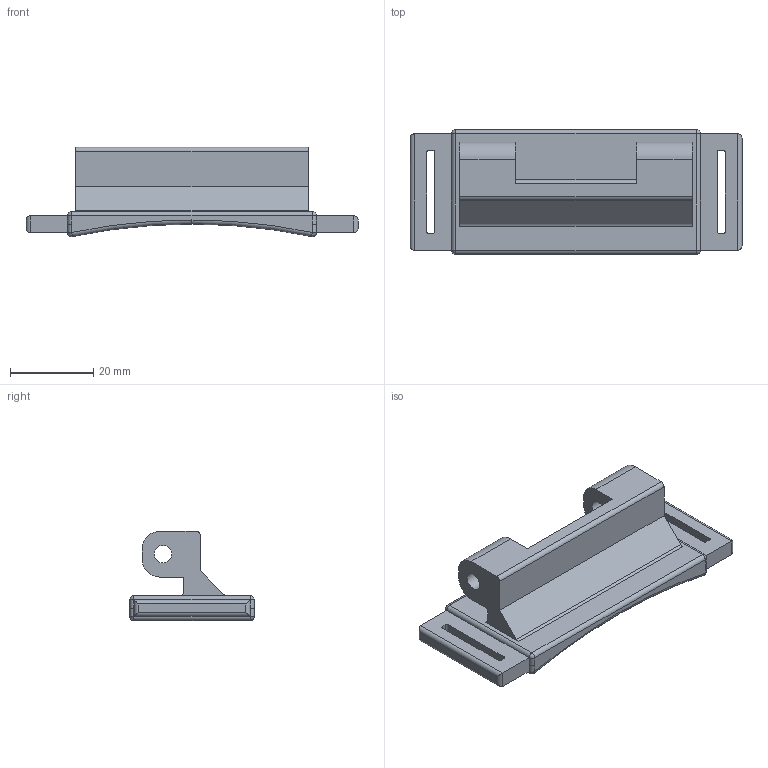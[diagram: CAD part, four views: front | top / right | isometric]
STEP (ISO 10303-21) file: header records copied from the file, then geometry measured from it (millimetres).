
FILE_DESCRIPTION(('FreeCAD Model'),'2;1');
FILE_NAME('Open CASCADE Shape Model','2025-11-13T10:19:42',(''),(''), 'Open CASCADE STEP processor 7.7','FreeCAD','Unknown');
FILE_SCHEMA(('AUTOMOTIVE_DESIGN { 1 0 10303 214 1 1 1 1 }'));
Length unit declared in the file: millimetre
Products named in the file (1): Body
Bounding box: 80 x 30 x 21.51 mm (x, y, z)
Volume: 16009.9 mm3; surface area: 8503.7 mm2
Topology: 1 solids, 1 shells, 89 faces, 218 edges, 124 vertices
Faces by surface type: cylinder 40, plane 37, torus 4, sphere 4, bspline 4
Full cylindrical faces by diameter (mm): 4.2 x2
Entity records: 2985 total; most frequent: CARTESIAN_POINT 880, DIRECTION 452, ORIENTED_EDGE 420, EDGE_CURVE 210, AXIS2_PLACEMENT_3D 163, LINE 126, VECTOR 126, VERTEX_POINT 124
